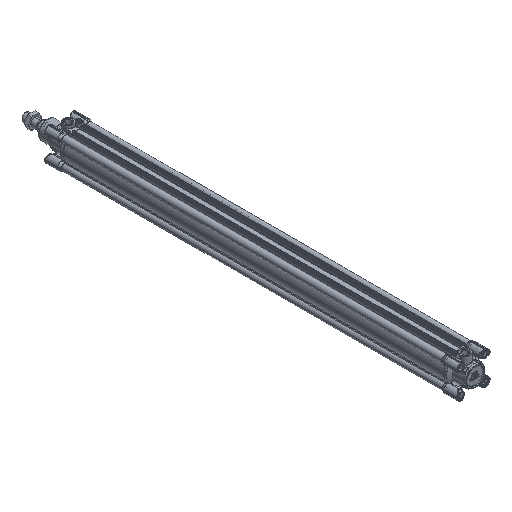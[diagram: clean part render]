
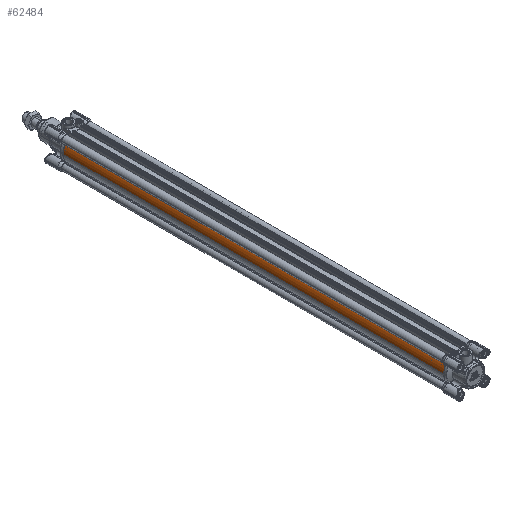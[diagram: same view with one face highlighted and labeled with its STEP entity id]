
A CAD part, isometric view. The second image highlights one B-rep face of the part: STEP entity #62484.
In plain terms, the highlighted cylindrical face has radius 27 mm (diameter 54 mm), a partial arc.
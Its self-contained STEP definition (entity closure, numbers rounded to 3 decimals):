
#2112 = ORIENTED_EDGE ( 'NONE', *, *, #68648, .F. ) ;
#3824 = EDGE_CURVE ( 'NONE', #24923, #91545, #13448, .T. ) ;
#4090 = CARTESIAN_POINT ( 'NONE',  ( 0., 775., 0. ) ) ;
#4949 = CARTESIAN_POINT ( 'NONE',  ( 0., 731., 0. ) ) ;
#8957 = VERTEX_POINT ( 'NONE', #34522 ) ;
#10736 = LINE ( 'NONE', #97071, #96387 ) ;
#13448 = CIRCLE ( 'NONE', #18740, 27. ) ;
#17400 = CARTESIAN_POINT ( 'NONE',  ( -22.483, 775., 14.95 ) ) ;
#18740 = AXIS2_PLACEMENT_3D ( 'NONE', #4090, #97140, #53135 ) ;
#24923 = VERTEX_POINT ( 'NONE', #17400 ) ;
#25168 = DIRECTION ( 'NONE',  ( 1., 0., 0. ) ) ;
#29267 = ORIENTED_EDGE ( 'NONE', *, *, #76974, .F. ) ;
#32711 = EDGE_LOOP ( 'NONE', ( #29267, #2112, #73776, #45772 ) ) ;
#33251 = CARTESIAN_POINT ( 'NONE',  ( -22.483, 31., 14.95 ) ) ;
#34522 = CARTESIAN_POINT ( 'NONE',  ( -27., 31., 0. ) ) ;
#38307 = AXIS2_PLACEMENT_3D ( 'NONE', #4949, #62346, #96296 ) ;
#42720 = AXIS2_PLACEMENT_3D ( 'NONE', #50264, #99853, #25168 ) ;
#45772 = ORIENTED_EDGE ( 'NONE', *, *, #3824, .T. ) ;
#46177 = CYLINDRICAL_SURFACE ( 'NONE', #38307, 27. ) ;
#50264 = CARTESIAN_POINT ( 'NONE',  ( 0., 31., 0. ) ) ;
#51362 = CARTESIAN_POINT ( 'NONE',  ( -22.483, 731., 14.95 ) ) ;
#51539 = VERTEX_POINT ( 'NONE', #33251 ) ;
#53135 = DIRECTION ( 'NONE',  ( 1., 0., 0. ) ) ;
#54756 = DIRECTION ( 'NONE',  ( 0., 1., 0. ) ) ;
#58089 = DIRECTION ( 'NONE',  ( 0., 1., 0. ) ) ;
#58331 = EDGE_CURVE ( 'NONE', #51539, #24923, #102036, .T. ) ;
#62346 = DIRECTION ( 'NONE',  ( 0., 1., 0. ) ) ;
#62484 = ADVANCED_FACE ( 'NONE', ( #81274 ), #46177, .T. ) ;
#68648 = EDGE_CURVE ( 'NONE', #51539, #8957, #78371, .T. ) ;
#71325 = CARTESIAN_POINT ( 'NONE',  ( -27., 775., 0. ) ) ;
#73776 = ORIENTED_EDGE ( 'NONE', *, *, #58331, .T. ) ;
#76974 = EDGE_CURVE ( 'NONE', #8957, #91545, #10736, .T. ) ;
#78371 = CIRCLE ( 'NONE', #42720, 27. ) ;
#81274 = FACE_OUTER_BOUND ( 'NONE', #32711, .T. ) ;
#87951 = VECTOR ( 'NONE', #58089, 1000. ) ;
#91545 = VERTEX_POINT ( 'NONE', #71325 ) ;
#96296 = DIRECTION ( 'NONE',  ( -1., 0., 0. ) ) ;
#96387 = VECTOR ( 'NONE', #54756, 1000. ) ;
#97071 = CARTESIAN_POINT ( 'NONE',  ( -27., 731., 0. ) ) ;
#97140 = DIRECTION ( 'NONE',  ( 0., -1., 0. ) ) ;
#99853 = DIRECTION ( 'NONE',  ( 0., -1., 0. ) ) ;
#102036 = LINE ( 'NONE', #51362, #87951 ) ;
